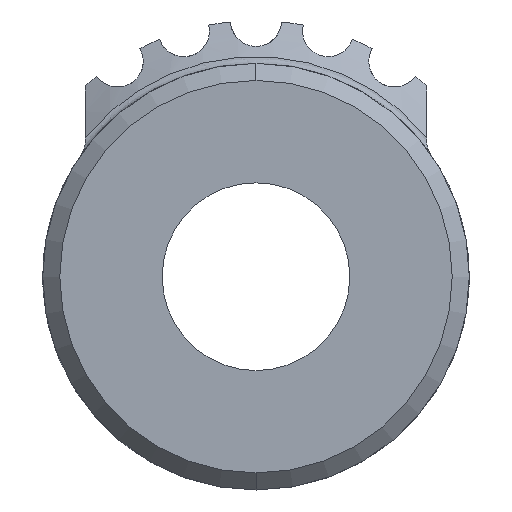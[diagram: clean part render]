
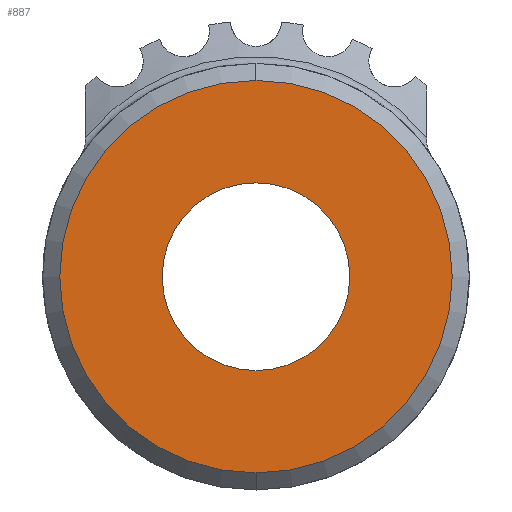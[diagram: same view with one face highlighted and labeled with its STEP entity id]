
A CAD part, left-side view. The second image highlights one B-rep face of the part: STEP entity #887.
In plain terms, the highlighted planar face has unit normal (-1, 0, 0).
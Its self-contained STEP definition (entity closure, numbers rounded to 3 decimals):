
#52 = DIRECTION ( 'NONE',  ( 0., 0., -1. ) ) ;
#127 = ORIENTED_EDGE ( 'NONE', *, *, #1151, .F. ) ;
#196 = CARTESIAN_POINT ( 'NONE',  ( 77.584, 0., 0. ) ) ;
#215 = CARTESIAN_POINT ( 'NONE',  ( 77.584, 0., 0. ) ) ;
#228 = CARTESIAN_POINT ( 'NONE',  ( 77.584, 0., -11.5 ) ) ;
#252 = CARTESIAN_POINT ( 'NONE',  ( 77.584, -12.5, 0. ) ) ;
#253 = CIRCLE ( 'NONE', #452, 11.5 ) ;
#256 = VERTEX_POINT ( 'NONE', #1224 ) ;
#305 = DIRECTION ( 'NONE',  ( 1., 0., 0. ) ) ;
#309 = ORIENTED_EDGE ( 'NONE', *, *, #1054, .F. ) ;
#317 = DIRECTION ( 'NONE',  ( -1., 0., 0. ) ) ;
#337 = CIRCLE ( 'NONE', #1202, 5.5 ) ;
#452 = AXIS2_PLACEMENT_3D ( 'NONE', #215, #960, #983 ) ;
#507 = DIRECTION ( 'NONE',  ( 0., 0., -1. ) ) ;
#568 = AXIS2_PLACEMENT_3D ( 'NONE', #1108, #586, #883 ) ;
#586 = DIRECTION ( 'NONE',  ( -1., 0., 0. ) ) ;
#657 = EDGE_LOOP ( 'NONE', ( #309, #726 ) ) ;
#687 = FACE_OUTER_BOUND ( 'NONE', #657, .T. ) ;
#726 = ORIENTED_EDGE ( 'NONE', *, *, #1276, .F. ) ;
#753 = CARTESIAN_POINT ( 'NONE',  ( 77.584, 0., 0. ) ) ;
#780 = CARTESIAN_POINT ( 'NONE',  ( 77.584, 0., -5.5 ) ) ;
#791 = CIRCLE ( 'NONE', #1015, 11.5 ) ;
#810 = VERTEX_POINT ( 'NONE', #228 ) ;
#820 = EDGE_CURVE ( 'NONE', #256, #925, #1020, .T. ) ;
#876 = VERTEX_POINT ( 'NONE', #1217 ) ;
#883 = DIRECTION ( 'NONE',  ( 0., 0., -1. ) ) ;
#887 = ADVANCED_FACE ( 'NONE', ( #1181, #687 ), #1209, .F. ) ;
#925 = VERTEX_POINT ( 'NONE', #780 ) ;
#947 = DIRECTION ( 'NONE',  ( 0., 0., -1. ) ) ;
#960 = DIRECTION ( 'NONE',  ( 1., 0., 0. ) ) ;
#983 = DIRECTION ( 'NONE',  ( 0., 0., -1. ) ) ;
#1015 = AXIS2_PLACEMENT_3D ( 'NONE', #196, #305, #507 ) ;
#1020 = CIRCLE ( 'NONE', #568, 5.5 ) ;
#1054 = EDGE_CURVE ( 'NONE', #810, #876, #791, .T. ) ;
#1093 = EDGE_LOOP ( 'NONE', ( #127, #1156 ) ) ;
#1108 = CARTESIAN_POINT ( 'NONE',  ( 77.584, 0., 0. ) ) ;
#1151 = EDGE_CURVE ( 'NONE', #925, #256, #337, .T. ) ;
#1156 = ORIENTED_EDGE ( 'NONE', *, *, #820, .F. ) ;
#1181 = FACE_BOUND ( 'NONE', #1093, .T. ) ;
#1202 = AXIS2_PLACEMENT_3D ( 'NONE', #753, #317, #947 ) ;
#1209 = PLANE ( 'NONE',  #1362 ) ;
#1217 = CARTESIAN_POINT ( 'NONE',  ( 77.584, 0., 11.5 ) ) ;
#1220 = DIRECTION ( 'NONE',  ( 1., 0., 0. ) ) ;
#1224 = CARTESIAN_POINT ( 'NONE',  ( 77.584, 0., 5.5 ) ) ;
#1276 = EDGE_CURVE ( 'NONE', #876, #810, #253, .T. ) ;
#1362 = AXIS2_PLACEMENT_3D ( 'NONE', #252, #1220, #52 ) ;
